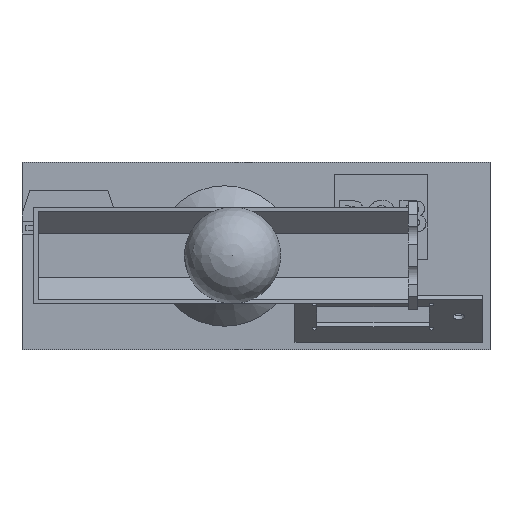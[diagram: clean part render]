
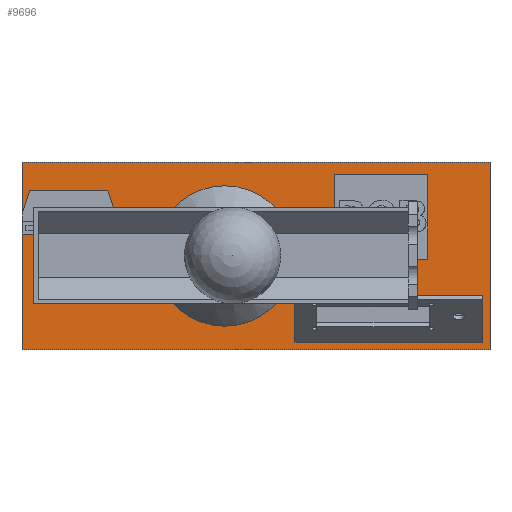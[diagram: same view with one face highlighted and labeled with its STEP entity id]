
A CAD part, top view. The second image highlights one B-rep face of the part: STEP entity #9696.
In plain terms, the highlighted planar face has unit normal (0, 0, 1).
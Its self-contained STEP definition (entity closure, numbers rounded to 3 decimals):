
#1116=FACE_OUTER_BOUND('',#1665,.T.);
#1665=EDGE_LOOP('',(#6481,#6482,#6483,#6484));
#2290=LINE('',#12971,#3130);
#2294=LINE('',#12979,#3134);
#2297=LINE('',#12985,#3137);
#2300=LINE('',#12990,#3140);
#3130=VECTOR('',#10891,10.);
#3134=VECTOR('',#10897,10.);
#3137=VECTOR('',#10902,10.);
#3140=VECTOR('',#10907,10.);
#3970=VERTEX_POINT('',#12969);
#3971=VERTEX_POINT('',#12970);
#3974=VERTEX_POINT('',#12978);
#3976=VERTEX_POINT('',#12984);
#4962=EDGE_CURVE('',#3970,#3971,#2290,.T.);
#4966=EDGE_CURVE('',#3971,#3974,#2294,.T.);
#4969=EDGE_CURVE('',#3974,#3976,#2297,.T.);
#4972=EDGE_CURVE('',#3976,#3970,#2300,.T.);
#6481=ORIENTED_EDGE('',*,*,#4972,.T.);
#6482=ORIENTED_EDGE('',*,*,#4962,.T.);
#6483=ORIENTED_EDGE('',*,*,#4966,.T.);
#6484=ORIENTED_EDGE('',*,*,#4969,.T.);
#9475=PLANE('',#10272);
#9696=ADVANCED_FACE('',(#1116),#9475,.T.);
#10272=AXIS2_PLACEMENT_3D('',#12992,#10909,#10910);
#10891=DIRECTION('',(1.,0.,0.));
#10897=DIRECTION('',(0.,1.,0.));
#10902=DIRECTION('',(-1.,0.,0.));
#10907=DIRECTION('',(0.,-1.,0.));
#10909=DIRECTION('center_axis',(0.,0.,1.));
#10910=DIRECTION('ref_axis',(1.,0.,0.));
#12969=CARTESIAN_POINT('',(-150.,-50.,0.));
#12970=CARTESIAN_POINT('',(150.,-50.,0.));
#12971=CARTESIAN_POINT('',(-150.,-50.,0.));
#12978=CARTESIAN_POINT('',(150.,70.,0.));
#12979=CARTESIAN_POINT('',(150.,-50.,0.));
#12984=CARTESIAN_POINT('',(-150.,70.,0.));
#12985=CARTESIAN_POINT('',(150.,70.,0.));
#12990=CARTESIAN_POINT('',(-150.,70.,0.));
#12992=CARTESIAN_POINT('Origin',(0.,10.,
0.));
